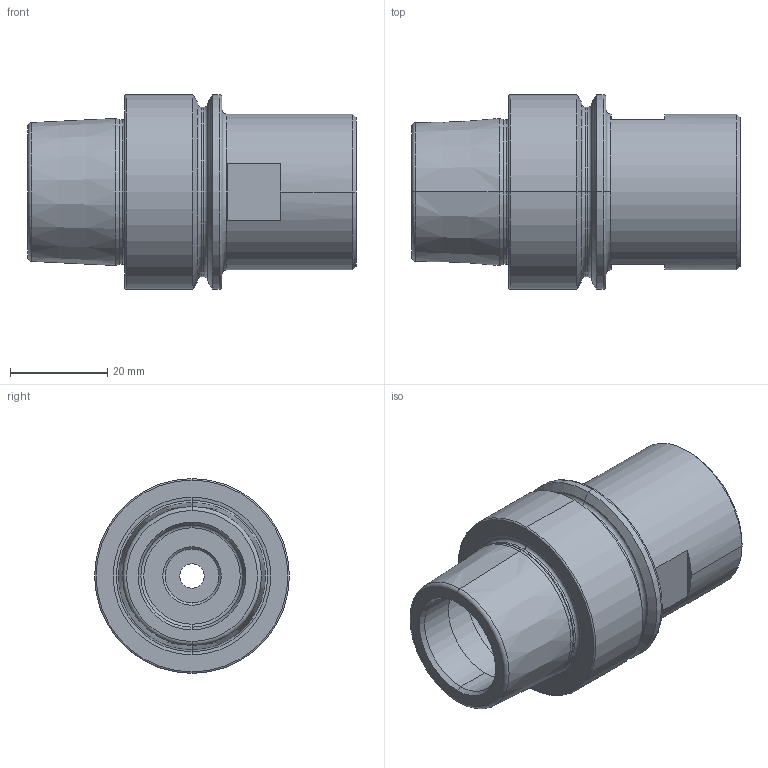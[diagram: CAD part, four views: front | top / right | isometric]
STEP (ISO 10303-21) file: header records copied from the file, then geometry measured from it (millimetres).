
FILE_DESCRIPTION (( 'STEP AP214' ), '1' );
FILE_NAME ('HE4-E25.So1.055.STEP', '2015-12-10T07:55:03', ( 'SWIAdmin' ), ( 'Hewlett-Packard Company' ), 'SwSTEP 2.0', 'SolidWorks 2015', '' );
FILE_SCHEMA (( 'AUTOMOTIVE_DESIGN' ));
Length unit declared in the file: millimetre
Products named in the file (2): HE4-E25.So1.055_A_Fertigbearbeitung; HE4-E25.So1.055
Assembly tree (1 placements, depth 2):
  HE4-E25.So1.055
    HE4-E25.So1.055_A_Fertigbearbeitung
Bounding box: 67.4 x 40 x 40 mm (x, y, z)
Volume: 37115.4 mm3; surface area: 13798.7 mm2
Topology: 1 solids, 1 shells, 85 faces, 180 edges, 104 vertices
Faces by surface type: torus 24, cylinder 24, cone 22, plane 15
Entity records: 2793 total; most frequent: DIRECTION 482, CARTESIAN_POINT 373, ORIENTED_EDGE 360, AXIS2_PLACEMENT_3D 213, EDGE_CURVE 180, CIRCLE 124, VERTEX_POINT 104, EDGE_LOOP 94
